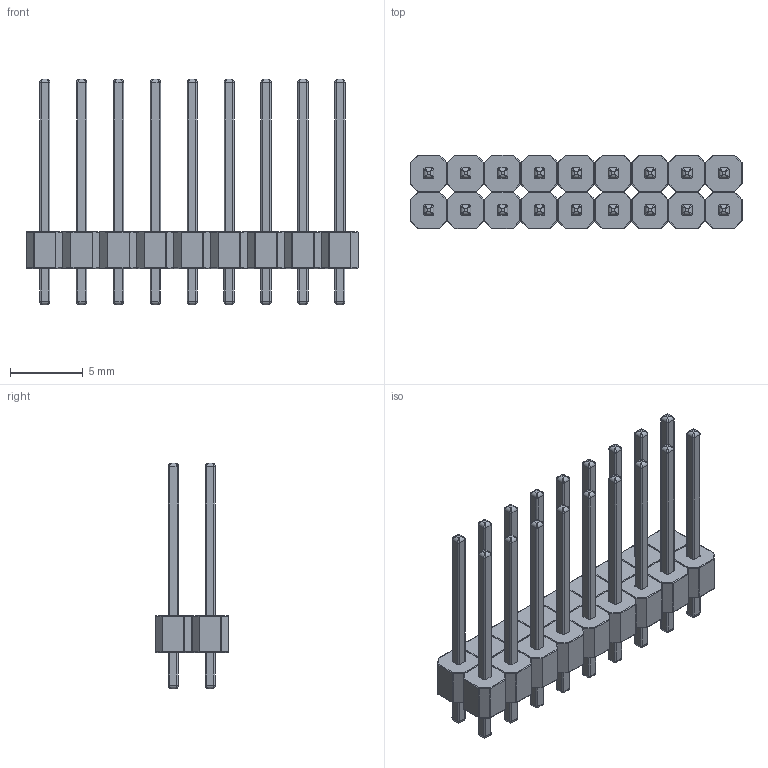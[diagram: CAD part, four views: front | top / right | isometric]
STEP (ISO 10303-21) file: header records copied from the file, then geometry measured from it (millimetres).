
FILE_DESCRIPTION(/* description */ (''),/* implementation_level */ '2;1');
FILE_NAME(/* name */ 'Header 9x2.step',/* time_stamp */ '2024-09-19T19:13:14+02:00',/* author */ (''),/* organization */ (''),/* preprocessor_version */ 'ST-DEVELOPER v20',/* originating_system */ 'Autodesk Translation Framework v13.14.0.145',/* authorisation */ '');
FILE_SCHEMA (('AUTOMOTIVE_DESIGN { 1 0 10303 214 3 1 1 }'));
Length unit declared in the file: millimetre
Products named in the file (4): Header 1; Header 1 pin; Body2; Component12
Assembly tree (3 placements, depth 2):
  Header 1
    Header 1 pin
    Body2
    Component12
Bounding box: 22.86 x 5.08 x 15.54 mm (x, y, z)
Volume: 383.3 mm3; surface area: 1223.7 mm2
Topology: 18 solids, 18 shells, 1512 faces, 3168 edges, 1584 vertices
Faces by surface type: cylinder 720, plane 360, sphere 288, bspline 144
Entity records: 41106 total; most frequent: CARTESIAN_POINT 8863, DIRECTION 7214, ORIENTED_EDGE 6048, EDGE_CURVE 3024, AXIS2_PLACEMENT_3D 2815, LINE 1584, VECTOR 1584, VERTEX_POINT 1584
